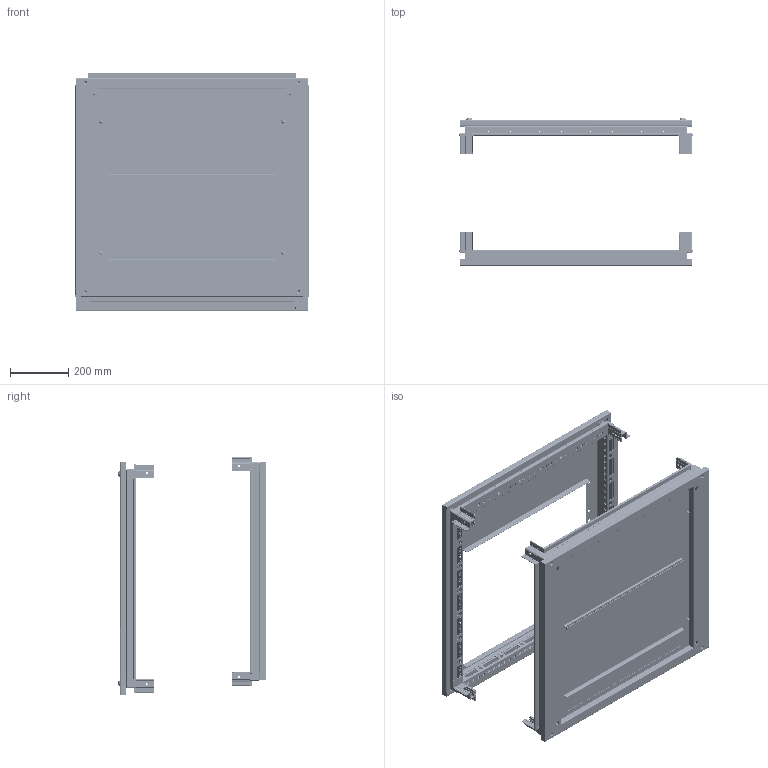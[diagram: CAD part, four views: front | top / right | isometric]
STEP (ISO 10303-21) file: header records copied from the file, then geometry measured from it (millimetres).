
FILE_DESCRIPTION (( 'STEP AP203' ), '1' );
FILE_NAME ('R5KTB88FIT.STEP', '2014-04-04T09:23:46', ( 'admin' ), ( '' ), 'SwSTEP 2.0', 'SolidWorks 2013', '' );
FILE_SCHEMA (( 'CONFIG_CONTROL_DESIGN' ));
Length unit declared in the file: millimetre
Products named in the file (21): QB04C015_QB04C015; QB03T141_QB03C141; QB04T010; A5100043_A5100043; AC00C192; AC00C469D; QB03T141; QB04C026; QB01C032; A0500003; QB04C031; AC00C469S; CTE.88FIT; Ac00c561; QB01C040; R5KTB88FIT; A0200018; QB01T055; A3300002; QB04C021_QB04C019; CBA.88
Assembly tree (48 placements, depth 4):
  R5KTB88FIT
    CBA.88
      QB01T055
        AC00C469D  x2
        QB01C032  x2
        AC00C469S  x2
        QB01C040  x2
      QB04T010
        QB04C021_QB04C019  x2
        QB04C015_QB04C015  x2
      AC00C192  x2
      QB04C026
      QB04C031  x2
      Ac00c561  x10
      A0200018  x4
      A3300002  x4
    CTE.88FIT
      QB01T055
        AC00C469D  x2
        QB01C032  x2
        AC00C469S  x2
        QB01C040  x2
      QB03T141
        QB03T141_QB03C141
        A5100043_A5100043  x2
      A0500003  x4
Bounding box: 800.52 x 506.6 x 818.01 mm (x, y, z)
Volume: 4271206 mm3; surface area: 5031568.6 mm2
Topology: 50 solids, 50 shells, 7366 faces, 20712 edges, 13370 vertices
Faces by surface type: plane 4402, cylinder 2432, cone 296, torus 144, sphere 80, bspline 12
Entity records: 74680 total; most frequent: CARTESIAN_POINT 13566, ORIENTED_EDGE 12100, DIRECTION 11954, EDGE_CURVE 6050, LINE 4388, VECTOR 4388, VERTEX_POINT 3891, AXIS2_PLACEMENT_3D 3783
